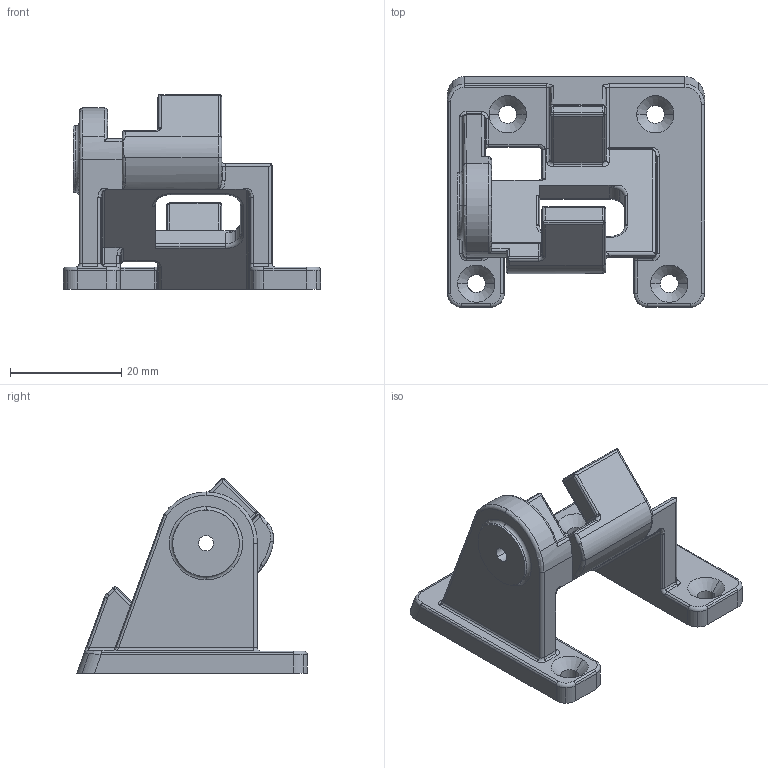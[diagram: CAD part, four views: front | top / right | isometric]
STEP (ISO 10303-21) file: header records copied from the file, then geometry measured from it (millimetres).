
FILE_DESCRIPTION(('STEP AP214'),'1');
FILE_NAME('Hinge.stp','2023-01-31T18:14:17',(' '),(' '),'Spatial InterOp 3D',' ',' ');
FILE_SCHEMA(('AUTOMOTIVE_DESIGN { 1 0 10303 214 1 1 1 1 }'));
Length unit declared in the file: metre
Products named in the file (1): Hinge
Bounding box: 46.31 x 41.53 x 35.06 mm (x, y, z)
Volume: 11722.5 mm3; surface area: 7140 mm2
Topology: 1 solids, 1 shells, 303 faces, 783 edges, 480 vertices
Faces by surface type: cylinder 188, plane 45, torus 35, bspline 20, cone 12, sphere 3
Entity records: 16986 total; most frequent: CARTESIAN_POINT 9418, DIRECTION 1691, ORIENTED_EDGE 1560, EDGE_CURVE 780, AXIS2_PLACEMENT_3D 686, VERTEX_POINT 480, CIRCLE 321, LINE 319
